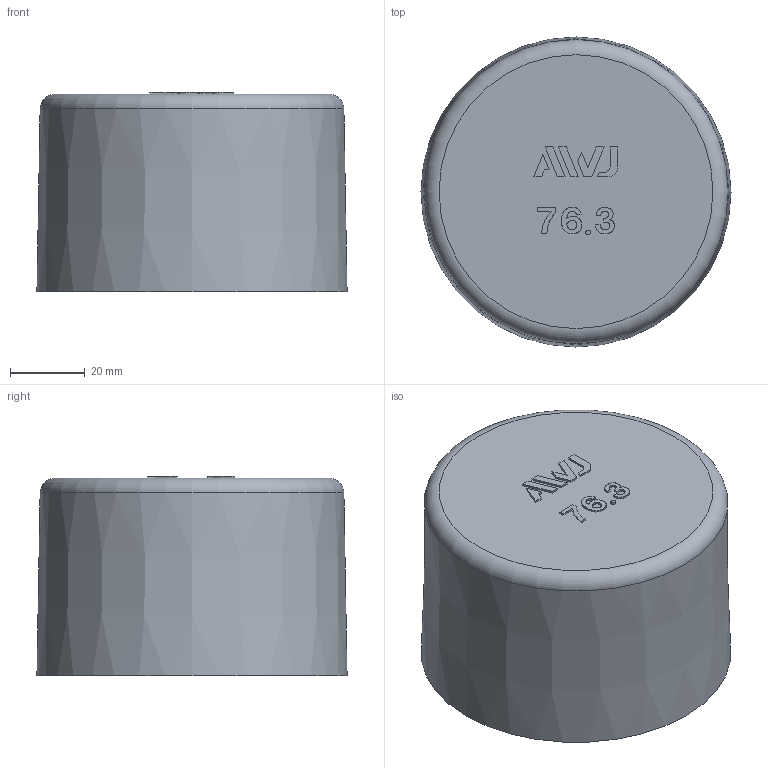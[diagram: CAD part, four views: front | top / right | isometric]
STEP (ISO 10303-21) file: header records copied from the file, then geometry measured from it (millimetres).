
FILE_DESCRIPTION( ( 'STEP AP203' ), '1' );
FILE_NAME( '65A.step', '2022-07-25T05:22:15', ( ' ' ), ( ' ' ), 'XStep 1.0', ' ', ' ' );
FILE_SCHEMA( ( 'CONFIG_CONTROL_DESIGN' ) );
Length unit declared in the file: millimetre
Products named in the file (1): 1
Bounding box: 83.17 x 83.17 x 53.5 mm (x, y, z)
Volume: 52275.1 mm3; surface area: 35686.1 mm2
Topology: 1 solids, 1 shells, 67 faces, 160 edges, 106 vertices
Faces by surface type: plane 48, extrusion 13, cylinder 2, cone 2, torus 2
Entity records: 2221 total; most frequent: CARTESIAN_POINT 711, ORIENTED_EDGE 310, DIRECTION 244, EDGE_CURVE 155, VECTOR 114, VERTEX_POINT 106, LINE 101, EDGE_LOOP 83
